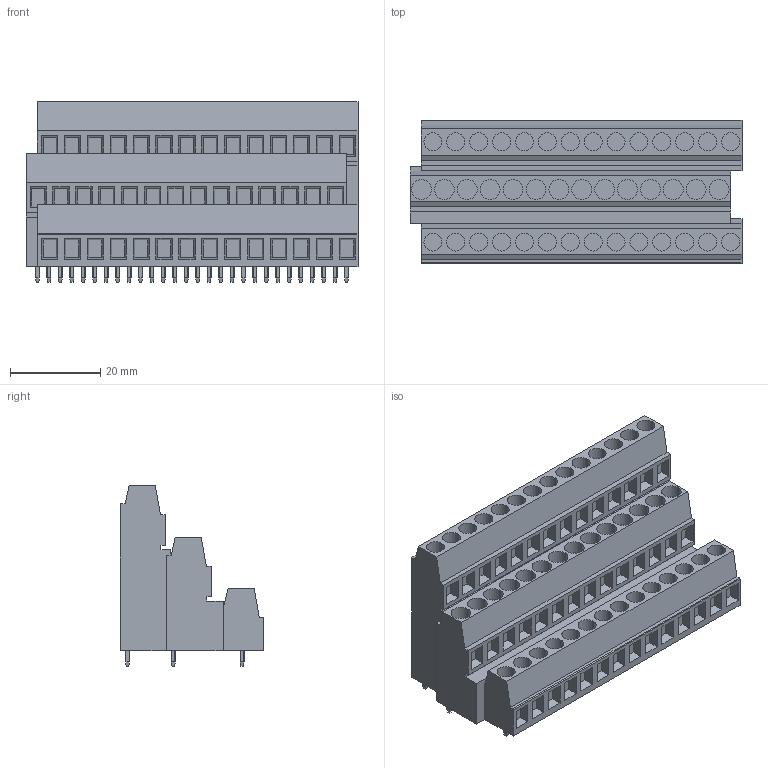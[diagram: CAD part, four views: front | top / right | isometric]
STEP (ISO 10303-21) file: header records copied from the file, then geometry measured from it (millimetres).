
FILE_DESCRIPTION(('CATIA V5 STEP','CAx-IF Rec.Pracs.--- Model Styling and Organization---1.2---2011-12-15'),'2;1');
FILE_NAME ('D1455757_0_1769740000_1769740000.stp','2018-09-08T04:08:40+00:00',('none'),('Weidmueller'),'CATIA Version 5-6 Release 2014','CATIA V5 STEP AP214','none');
FILE_SCHEMA(('AUTOMOTIVE_DESIGN { 1 0 10303 214 1 1 1 1 }'));
Length unit declared in the file: millimetre
Products named in the file (1): 1769740000
Bounding box: 73.66 x 31.8 x 40.1 mm (x, y, z)
Volume: 49099.2 mm3; surface area: 15596.7 mm2
Topology: 43 solids, 43 shells, 961 faces, 2373 edges, 1582 vertices
Faces by surface type: plane 876, cylinder 85
Entity records: 24993 total; most frequent: CARTESIAN_POINT 4760, ORIENTED_EDGE 4746, DIRECTION 2973, EDGE_CURVE 2373, VECTOR 1867, LINE 1867, VERTEX_POINT 1582, EDGE_LOOP 1045
